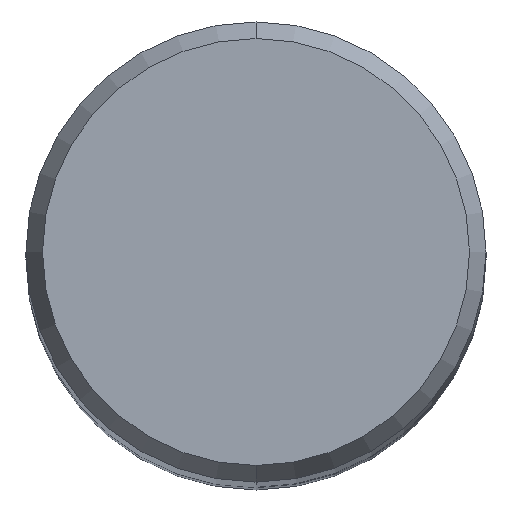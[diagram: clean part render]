
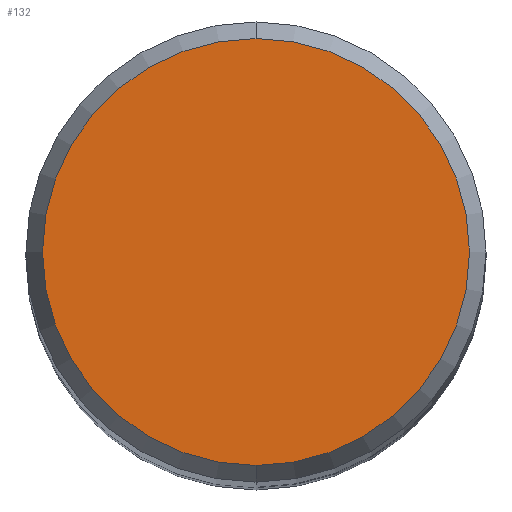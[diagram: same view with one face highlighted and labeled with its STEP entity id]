
A CAD part, top view. The second image highlights one B-rep face of the part: STEP entity #132.
In plain terms, the highlighted planar face has unit normal (0, 0, 1).
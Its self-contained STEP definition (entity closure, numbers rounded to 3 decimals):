
#132=ADVANCED_FACE('',(#272),#273,.T.);
#138=EDGE_CURVE('',#150,#168,#281,.T.);
#150=VERTEX_POINT('',#293);
#168=VERTEX_POINT('',#314);
#204=EDGE_CURVE('',#168,#150,#356,.T.);
#272=FACE_OUTER_BOUND('',#426,.T.);
#273=PLANE('',#427);
#281=CIRCLE('',#436,2.946);
#293=CARTESIAN_POINT('',(0.0,2.946,0.01));
#314=CARTESIAN_POINT('',(0.,-2.946,0.01));
#356=CIRCLE('',#531,2.946);
#426=EDGE_LOOP('',(#587,#588));
#427=AXIS2_PLACEMENT_3D('',#589,#590,#591);
#436=AXIS2_PLACEMENT_3D('',#608,#609,#610);
#531=AXIS2_PLACEMENT_3D('',#706,#707,#708);
#587=ORIENTED_EDGE('',*,*,#138,.F.);
#588=ORIENTED_EDGE('',*,*,#204,.F.);
#589=CARTESIAN_POINT('',(0.0,1.473,0.01));
#590=DIRECTION('',(-0.0,0.0,1.0));
#591=DIRECTION('',(0.0,-1.0,0.0));
#608=CARTESIAN_POINT('',(0.0,0.0,0.01));
#609=DIRECTION('',(0.0,0.0,-1.0));
#610=DIRECTION('',(0.0,1.0,0.0));
#706=CARTESIAN_POINT('',(0.0,0.0,0.01));
#707=DIRECTION('',(0.0,0.0,-1.0));
#708=DIRECTION('',(0.0,1.0,0.0));
